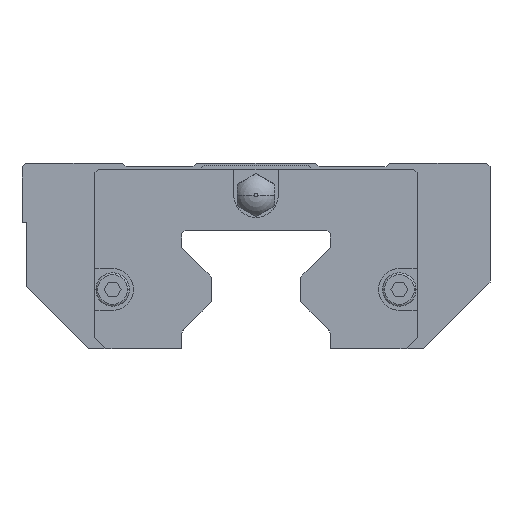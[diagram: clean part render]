
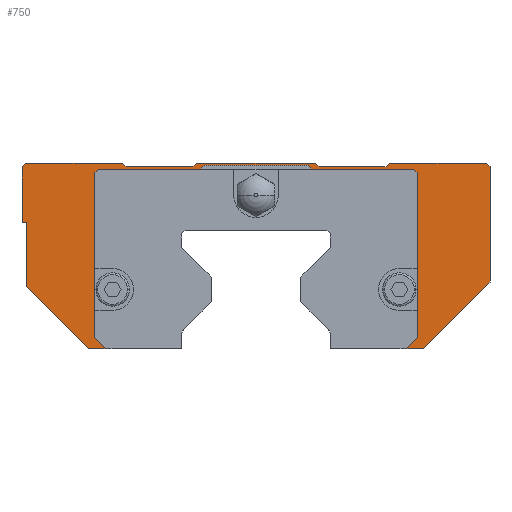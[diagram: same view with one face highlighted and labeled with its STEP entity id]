
A CAD part, front view. The second image highlights one B-rep face of the part: STEP entity #750.
In plain terms, the highlighted planar face has unit normal (0, -1, 0).
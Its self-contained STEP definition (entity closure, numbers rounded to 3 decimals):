
#750=ADVANCED_FACE('',(#1567),#1568,.T.);
#1567=FACE_OUTER_BOUND('',#2442,.T.);
#1568=PLANE('',#2443);
#2442=EDGE_LOOP('',(#4625,#4626,#4627,#4628,#4629,#4630,#4631,#4632,#4633,#4634,#4635,#4636,#4637,#4638,#4639,#4640,#4641,#4642,#4643,#4644,#4645,#4646,#4647,#4648,#4649,#4650,#4651,#4652,#4653,#4654,#4655,#4656,#4657,#4658));
#2443=AXIS2_PLACEMENT_3D('',#4659,#4660,#4661);
#4625=ORIENTED_EDGE('',*,*,#5889,.T.);
#4626=ORIENTED_EDGE('',*,*,#5934,.T.);
#4627=ORIENTED_EDGE('',*,*,#6002,.F.);
#4628=ORIENTED_EDGE('',*,*,#6024,.T.);
#4629=ORIENTED_EDGE('',*,*,#6025,.F.);
#4630=ORIENTED_EDGE('',*,*,#6026,.F.);
#4631=ORIENTED_EDGE('',*,*,#6027,.F.);
#4632=ORIENTED_EDGE('',*,*,#6028,.T.);
#4633=ORIENTED_EDGE('',*,*,#6014,.T.);
#4634=ORIENTED_EDGE('',*,*,#6011,.F.);
#4635=ORIENTED_EDGE('',*,*,#6008,.F.);
#4636=ORIENTED_EDGE('',*,*,#6004,.F.);
#4637=ORIENTED_EDGE('',*,*,#6018,.T.);
#4638=ORIENTED_EDGE('',*,*,#6029,.T.);
#4639=ORIENTED_EDGE('',*,*,#6030,.F.);
#4640=ORIENTED_EDGE('',*,*,#6031,.F.);
#4641=ORIENTED_EDGE('',*,*,#6021,.T.);
#4642=ORIENTED_EDGE('',*,*,#6032,.T.);
#4643=ORIENTED_EDGE('',*,*,#6033,.T.);
#4644=ORIENTED_EDGE('',*,*,#6034,.T.);
#4645=ORIENTED_EDGE('',*,*,#5990,.F.);
#4646=ORIENTED_EDGE('',*,*,#5939,.T.);
#4647=ORIENTED_EDGE('',*,*,#5886,.T.);
#4648=ORIENTED_EDGE('',*,*,#5923,.T.);
#4649=ORIENTED_EDGE('',*,*,#5925,.T.);
#4650=ORIENTED_EDGE('',*,*,#5909,.T.);
#4651=ORIENTED_EDGE('',*,*,#5912,.T.);
#4652=ORIENTED_EDGE('',*,*,#5895,.T.);
#4653=ORIENTED_EDGE('',*,*,#5903,.T.);
#4654=ORIENTED_EDGE('',*,*,#5898,.T.);
#4655=ORIENTED_EDGE('',*,*,#5906,.T.);
#4656=ORIENTED_EDGE('',*,*,#5915,.T.);
#4657=ORIENTED_EDGE('',*,*,#5918,.T.);
#4658=ORIENTED_EDGE('',*,*,#5920,.T.);
#4659=CARTESIAN_POINT('',(0.0,14.251,17.589));
#4660=DIRECTION('',(0.0,-1.0,0.0));
#4661=DIRECTION('',(1.0,0.0,0.0));
#5886=EDGE_CURVE('',#7253,#7255,#7257,.T.);
#5889=EDGE_CURVE('',#7261,#7259,#7262,.T.);
#5895=EDGE_CURVE('',#7265,#7269,#7271,.T.);
#5898=EDGE_CURVE('',#7275,#7273,#7276,.T.);
#5903=EDGE_CURVE('',#7269,#7275,#7282,.T.);
#5906=EDGE_CURVE('',#7273,#7284,#7286,.T.);
#5909=EDGE_CURVE('',#7290,#7288,#7291,.T.);
#5912=EDGE_CURVE('',#7288,#7265,#7294,.T.);
#5915=EDGE_CURVE('',#7284,#7296,#7298,.T.);
#5918=EDGE_CURVE('',#7296,#7300,#7302,.T.);
#5920=EDGE_CURVE('',#7300,#7261,#7304,.T.);
#5923=EDGE_CURVE('',#7255,#7306,#7308,.T.);
#5925=EDGE_CURVE('',#7306,#7290,#7310,.T.);
#5934=EDGE_CURVE('',#7259,#7319,#7320,.T.);
#5939=EDGE_CURVE('',#7326,#7253,#7327,.T.);
#5990=EDGE_CURVE('',#7326,#7398,#7399,.T.);
#6002=EDGE_CURVE('',#7414,#7319,#7416,.T.);
#6004=EDGE_CURVE('',#7418,#7419,#7420,.T.);
#6008=EDGE_CURVE('',#7419,#7424,#7425,.T.);
#6011=EDGE_CURVE('',#7424,#7428,#7429,.T.);
#6014=EDGE_CURVE('',#7432,#7428,#7433,.T.);
#6018=EDGE_CURVE('',#7418,#7436,#7438,.T.);
#6021=EDGE_CURVE('',#7442,#7440,#7443,.T.);
#6024=EDGE_CURVE('',#7414,#7446,#7447,.T.);
#6025=EDGE_CURVE('',#7448,#7446,#7449,.T.);
#6026=EDGE_CURVE('',#7450,#7448,#7451,.T.);
#6027=EDGE_CURVE('',#7452,#7450,#7453,.T.);
#6028=EDGE_CURVE('',#7452,#7432,#7454,.T.);
#6029=EDGE_CURVE('',#7436,#7455,#7456,.T.);
#6030=EDGE_CURVE('',#7457,#7455,#7458,.T.);
#6031=EDGE_CURVE('',#7442,#7457,#7459,.T.);
#6032=EDGE_CURVE('',#7440,#7460,#7461,.T.);
#6033=EDGE_CURVE('',#7460,#7462,#7463,.T.);
#6034=EDGE_CURVE('',#7462,#7398,#7464,.T.);
#7253=VERTEX_POINT('',#9149);
#7255=VERTEX_POINT('',#9152);
#7257=LINE('',#9155,#9156);
#7259=VERTEX_POINT('',#9158);
#7261=VERTEX_POINT('',#9161);
#7262=LINE('',#9162,#9163);
#7265=VERTEX_POINT('',#9167);
#7269=VERTEX_POINT('',#9173);
#7271=LINE('',#9176,#9177);
#7273=VERTEX_POINT('',#9179);
#7275=VERTEX_POINT('',#9182);
#7276=LINE('',#9183,#9184);
#7282=LINE('',#9193,#9194);
#7284=VERTEX_POINT('',#9196);
#7286=LINE('',#9199,#9200);
#7288=VERTEX_POINT('',#9202);
#7290=VERTEX_POINT('',#9205);
#7291=LINE('',#9206,#9207);
#7294=LINE('',#9211,#9212);
#7296=VERTEX_POINT('',#9214);
#7298=LINE('',#9217,#9218);
#7300=VERTEX_POINT('',#9220);
#7302=LINE('',#9223,#9224);
#7304=LINE('',#9226,#9227);
#7306=VERTEX_POINT('',#9229);
#7308=LINE('',#9232,#9233);
#7310=LINE('',#9235,#9236);
#7319=VERTEX_POINT('',#9245);
#7320=LINE('',#9246,#9247);
#7326=VERTEX_POINT('',#9256);
#7327=LINE('',#9257,#9258);
#7398=VERTEX_POINT('',#9363);
#7399=LINE('',#9364,#9365);
#7414=VERTEX_POINT('',#9385);
#7416=LINE('',#9388,#9389);
#7418=VERTEX_POINT('',#9391);
#7419=VERTEX_POINT('',#9392);
#7420=LINE('',#9393,#9394);
#7424=VERTEX_POINT('',#9400);
#7425=LINE('',#9401,#9402);
#7428=VERTEX_POINT('',#9406);
#7429=LINE('',#9407,#9408);
#7432=VERTEX_POINT('',#9412);
#7433=LINE('',#9413,#9414);
#7436=VERTEX_POINT('',#9418);
#7438=LINE('',#9421,#9422);
#7440=VERTEX_POINT('',#9424);
#7442=VERTEX_POINT('',#9427);
#7443=LINE('',#9428,#9429);
#7446=VERTEX_POINT('',#9433);
#7447=LINE('',#9434,#9435);
#7448=VERTEX_POINT('',#9436);
#7449=LINE('',#9437,#9438);
#7450=VERTEX_POINT('',#9439);
#7451=LINE('',#9440,#9441);
#7452=VERTEX_POINT('',#9442);
#7453=LINE('',#9443,#9444);
#7454=LINE('',#9445,#9446);
#7455=VERTEX_POINT('',#9447);
#7456=LINE('',#9448,#9449);
#7457=VERTEX_POINT('',#9450);
#7458=LINE('',#9451,#9452);
#7459=LINE('',#9453,#9454);
#7460=VERTEX_POINT('',#9455);
#7461=LINE('',#9456,#9457);
#7462=VERTEX_POINT('',#9458);
#7463=LINE('',#9459,#9460);
#7464=LINE('',#9461,#9462);
#9149=CARTESIAN_POINT('',(-10.,14.251,5.005));
#9152=CARTESIAN_POINT('',(-20.195,14.251,5.005));
#9155=CARTESIAN_POINT('',(0.0,14.251,5.005));
#9156=VECTOR('',#10536,1.0);
#9158=CARTESIAN_POINT('',(10.0,14.251,5.005));
#9161=CARTESIAN_POINT('',(20.195,14.251,5.005));
#9162=CARTESIAN_POINT('',(0.0,14.251,5.005));
#9163=VECTOR('',#10538,1.0);
#9167=CARTESIAN_POINT('',(-7.495,14.251,29.195));
#9173=CARTESIAN_POINT('',(-7.0,14.251,29.69));
#9176=CARTESIAN_POINT('',(-8.4,14.251,28.29));
#9177=VECTOR('',#10543,1.0);
#9179=CARTESIAN_POINT('',(7.495,14.251,29.195));
#9182=CARTESIAN_POINT('',(7.0,14.251,29.69));
#9183=CARTESIAN_POINT('',(8.4,14.251,28.29));
#9184=VECTOR('',#10545,1.0);
#9193=CARTESIAN_POINT('',(0.0,14.251,29.69));
#9194=VECTOR('',#10549,1.0);
#9196=CARTESIAN_POINT('',(21.195,14.251,29.195));
#9199=CARTESIAN_POINT('',(0.0,14.251,29.195));
#9200=VECTOR('',#10551,1.0);
#9202=CARTESIAN_POINT('',(-21.195,14.251,29.195));
#9205=CARTESIAN_POINT('',(-21.695,14.251,28.695));
#9206=CARTESIAN_POINT('',(-18.923,14.251,31.467));
#9207=VECTOR('',#10553,1.0);
#9211=CARTESIAN_POINT('',(0.0,14.251,29.195));
#9212=VECTOR('',#10555,1.0);
#9214=CARTESIAN_POINT('',(21.695,14.251,28.695));
#9217=CARTESIAN_POINT('',(18.923,14.251,31.467));
#9218=VECTOR('',#10557,1.0);
#9220=CARTESIAN_POINT('',(21.695,14.251,6.505));
#9223=CARTESIAN_POINT('',(21.695,14.251,17.595));
#9224=VECTOR('',#10559,1.0);
#9226=CARTESIAN_POINT('',(18.667,14.251,3.477));
#9227=VECTOR('',#10560,1.0);
#9229=CARTESIAN_POINT('',(-21.695,14.251,6.505));
#9232=CARTESIAN_POINT('',(-18.667,14.251,3.477));
#9233=VECTOR('',#10562,1.0);
#9235=CARTESIAN_POINT('',(-21.695,14.251,17.595));
#9236=VECTOR('',#10563,1.0);
#9245=CARTESIAN_POINT('',(10.0,14.251,5.0));
#9246=CARTESIAN_POINT('',(10.0,14.251,10.782));
#9247=VECTOR('',#10576,1.0);
#9256=CARTESIAN_POINT('',(-10.,14.251,5.0));
#9257=CARTESIAN_POINT('',(-10.,14.251,10.782));
#9258=VECTOR('',#10580,1.0);
#9363=CARTESIAN_POINT('',(-22.5,14.251,5.0));
#9364=CARTESIAN_POINT('',(30.0,14.251,5.0));
#9365=VECTOR('',#10618,1.0);
#9385=CARTESIAN_POINT('',(22.5,14.251,5.0));
#9388=CARTESIAN_POINT('',(30.0,14.251,5.0));
#9389=VECTOR('',#10637,1.0);
#9391=CARTESIAN_POINT('',(-8.5,14.251,29.5));
#9392=CARTESIAN_POINT('',(-8.0,14.251,30.0));
#9393=CARTESIAN_POINT('',(-8.0,14.251,30.0));
#9394=VECTOR('',#10638,1.0);
#9400=CARTESIAN_POINT('',(8.0,14.251,30.0));
#9401=CARTESIAN_POINT('',(8.0,14.251,30.0));
#9402=VECTOR('',#10641,1.0);
#9406=CARTESIAN_POINT('',(8.5,14.251,29.5));
#9407=CARTESIAN_POINT('',(8.5,14.251,29.5));
#9408=VECTOR('',#10643,1.0);
#9412=CARTESIAN_POINT('',(17.5,14.251,29.5));
#9413=CARTESIAN_POINT('',(0.0,14.251,29.5));
#9414=VECTOR('',#10645,1.0);
#9418=CARTESIAN_POINT('',(-17.5,14.251,29.5));
#9421=CARTESIAN_POINT('',(0.0,14.251,29.5));
#9422=VECTOR('',#10648,1.0);
#9424=CARTESIAN_POINT('',(-31.5,14.251,22.0));
#9427=CARTESIAN_POINT('',(-31.5,14.251,29.5));
#9428=CARTESIAN_POINT('',(-31.5,14.251,21.545));
#9429=VECTOR('',#10650,1.0);
#9433=CARTESIAN_POINT('',(31.5,14.251,14.0));
#9434=CARTESIAN_POINT('',(22.272,14.251,4.772));
#9435=VECTOR('',#10652,1.0);
#9436=CARTESIAN_POINT('',(31.5,14.251,29.5));
#9437=CARTESIAN_POINT('',(31.5,14.251,29.5));
#9438=VECTOR('',#10653,1.0);
#9439=CARTESIAN_POINT('',(31.0,14.251,30.0));
#9440=CARTESIAN_POINT('',(31.0,14.251,30.0));
#9441=VECTOR('',#10654,1.0);
#9442=CARTESIAN_POINT('',(18.0,14.251,30.0));
#9443=CARTESIAN_POINT('',(-31.0,14.251,30.0));
#9444=VECTOR('',#10655,1.0);
#9445=CARTESIAN_POINT('',(10.272,14.251,22.272));
#9446=VECTOR('',#10656,1.0);
#9447=CARTESIAN_POINT('',(-18.0,14.251,30.0));
#9448=CARTESIAN_POINT('',(-10.272,14.251,22.272));
#9449=VECTOR('',#10657,1.0);
#9450=CARTESIAN_POINT('',(-31.0,14.251,30.0));
#9451=CARTESIAN_POINT('',(-31.0,14.251,30.0));
#9452=VECTOR('',#10658,1.0);
#9453=CARTESIAN_POINT('',(-31.5,14.251,29.5));
#9454=VECTOR('',#10659,1.0);
#9455=CARTESIAN_POINT('',(-30.85,14.251,22.0));
#9456=CARTESIAN_POINT('',(-23.3,14.251,22.0));
#9457=VECTOR('',#10660,1.0);
#9458=CARTESIAN_POINT('',(-30.85,14.251,13.35));
#9459=CARTESIAN_POINT('',(-30.85,14.251,12.295));
#9460=VECTOR('',#10661,1.0);
#9461=CARTESIAN_POINT('',(-22.272,14.251,4.772));
#9462=VECTOR('',#10662,1.0);
#10536=DIRECTION('',(-1.0,-0.0,-0.0));
#10538=DIRECTION('',(-1.0,-0.0,-0.0));
#10543=DIRECTION('',(0.707,0.0,0.707));
#10545=DIRECTION('',(0.707,0.0,-0.707));
#10549=DIRECTION('',(1.0,0.0,-0.0));
#10551=DIRECTION('',(1.0,0.0,-0.0));
#10553=DIRECTION('',(0.707,0.0,0.707));
#10555=DIRECTION('',(1.0,0.0,-0.0));
#10557=DIRECTION('',(0.707,0.0,-0.707));
#10559=DIRECTION('',(0.0,0.0,-1.0));
#10560=DIRECTION('',(-0.707,-0.0,-0.707));
#10562=DIRECTION('',(-0.707,0.0,0.707));
#10563=DIRECTION('',(0.0,0.0,1.0));
#10576=DIRECTION('',(0.0,0.0,-1.0));
#10580=DIRECTION('',(0.0,0.0,1.0));
#10618=DIRECTION('',(-1.0,0.0,0.0));
#10637=DIRECTION('',(-1.0,0.0,0.0));
#10638=DIRECTION('',(0.707,0.0,0.707));
#10641=DIRECTION('',(1.0,0.0,0.0));
#10643=DIRECTION('',(0.707,0.0,-0.707));
#10645=DIRECTION('',(-1.0,-0.0,-0.0));
#10648=DIRECTION('',(-1.0,-0.0,-0.0));
#10650=DIRECTION('',(-0.0,-0.0,-1.0));
#10652=DIRECTION('',(0.707,0.0,0.707));
#10653=DIRECTION('',(0.0,0.0,-1.0));
#10654=DIRECTION('',(0.707,0.0,-0.707));
#10655=DIRECTION('',(1.0,0.0,0.0));
#10656=DIRECTION('',(-0.707,-0.0,-0.707));
#10657=DIRECTION('',(-0.707,0.0,0.707));
#10658=DIRECTION('',(1.0,0.0,0.0));
#10659=DIRECTION('',(0.707,0.0,0.707));
#10660=DIRECTION('',(1.0,0.0,-0.0));
#10661=DIRECTION('',(-0.0,-0.0,-1.0));
#10662=DIRECTION('',(0.707,0.0,-0.707));
